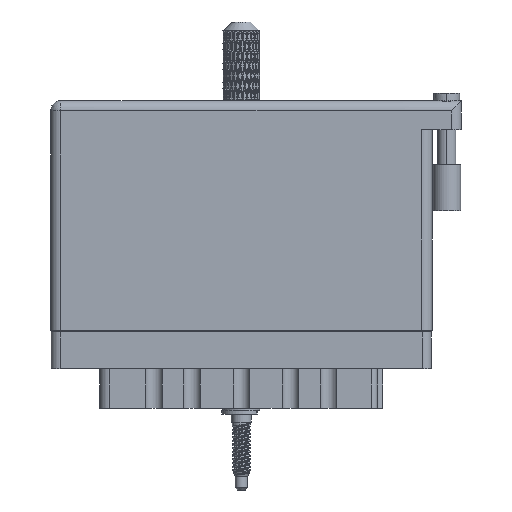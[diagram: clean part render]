
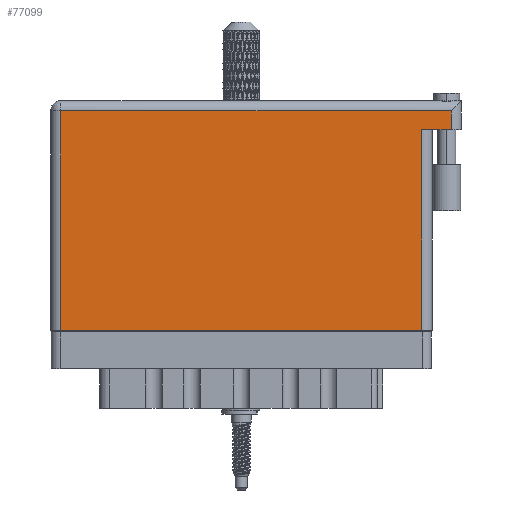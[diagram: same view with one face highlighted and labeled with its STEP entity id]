
A CAD part, front view. The second image highlights one B-rep face of the part: STEP entity #77099.
In plain terms, the highlighted face is planar.
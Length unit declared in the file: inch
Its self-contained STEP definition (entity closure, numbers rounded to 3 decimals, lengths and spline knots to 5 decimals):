
#3272 = LINE ( 'NONE', #4475, #59263 ) ;
#4475 = CARTESIAN_POINT ( 'NONE',  ( 2.73, 1.566, 0. ) ) ;
#8632 = CARTESIAN_POINT ( 'NONE',  ( 0.07, 1.496, 0. ) ) ;
#14655 = DIRECTION ( 'NONE',  ( 1., 0., 0. ) ) ;
#19248 = DIRECTION ( 'NONE',  ( -1., 0., 0. ) ) ;
#20425 = CARTESIAN_POINT ( 'NONE',  ( 0., 1.566, 0. ) ) ;
#25850 = VERTEX_POINT ( 'NONE', #8632 ) ;
#25890 = AXIS2_PLACEMENT_3D ( 'NONE', #20425, #56568, #19248 ) ;
#25955 = LINE ( 'NONE', #45774, #40096 ) ;
#28714 = ORIENTED_EDGE ( 'NONE', *, *, #44494, .T. ) ;
#30046 = FACE_OUTER_BOUND ( 'NONE', #68181, .T. ) ;
#32726 = CARTESIAN_POINT ( 'NONE',  ( 0., 0., 0. ) ) ;
#38813 = EDGE_CURVE ( 'NONE', #78468, #90197, #70037, .T. ) ;
#40096 = VECTOR ( 'NONE', #100019, 39.37008 ) ;
#41289 = CARTESIAN_POINT ( 'NONE',  ( 0., 1.496, 0. ) ) ;
#41882 = LINE ( 'NONE', #41289, #68996 ) ;
#42358 = ORIENTED_EDGE ( 'NONE', *, *, #38813, .T. ) ;
#44187 = CARTESIAN_POINT ( 'NONE',  ( 2.73, 1.369, 0. ) ) ;
#44282 = ORIENTED_EDGE ( 'NONE', *, *, #118993, .T. ) ;
#44494 = EDGE_CURVE ( 'NONE', #90197, #57590, #25955, .T. ) ;
#44963 = ORIENTED_EDGE ( 'NONE', *, *, #57598, .F. ) ;
#45538 = CARTESIAN_POINT ( 'NONE',  ( 0.07, 0., 0. ) ) ;
#45774 = CARTESIAN_POINT ( 'NONE',  ( 2.53, 1.369, 0. ) ) ;
#48100 = CARTESIAN_POINT ( 'NONE',  ( 2.53, 1.369, 0. ) ) ;
#55956 = LINE ( 'NONE', #111313, #81551 ) ;
#55990 = PLANE ( 'NONE',  #25890 ) ;
#56568 = DIRECTION ( 'NONE',  ( 0., 0., -1. ) ) ;
#56768 = VECTOR ( 'NONE', #82238, 39.37008 ) ;
#57590 = VERTEX_POINT ( 'NONE', #48100 ) ;
#57598 = EDGE_CURVE ( 'NONE', #75162, #57590, #55956, .T. ) ;
#59263 = VECTOR ( 'NONE', #103262, 39.37008 ) ;
#62880 = VECTOR ( 'NONE', #14655, 39.37008 ) ;
#68181 = EDGE_LOOP ( 'NONE', ( #42358, #28714, #44963, #44282, #78275, #93381 ) ) ;
#68996 = VECTOR ( 'NONE', #87617, 39.37008 ) ;
#70037 = LINE ( 'NONE', #32726, #62880 ) ;
#73212 = LINE ( 'NONE', #45538, #56768 ) ;
#74567 = DIRECTION ( 'NONE',  ( -1., 0., 0. ) ) ;
#75162 = VERTEX_POINT ( 'NONE', #44187 ) ;
#77099 = ADVANCED_FACE ( 'NONE', ( #30046 ), #55990, .F. ) ;
#78275 = ORIENTED_EDGE ( 'NONE', *, *, #85827, .T. ) ;
#78468 = VERTEX_POINT ( 'NONE', #110637 ) ;
#81551 = VECTOR ( 'NONE', #74567, 39.37008 ) ;
#82238 = DIRECTION ( 'NONE',  ( 0., -1., 0. ) ) ;
#85827 = EDGE_CURVE ( 'NONE', #98384, #25850, #41882, .T. ) ;
#87617 = DIRECTION ( 'NONE',  ( -1., 0., 0. ) ) ;
#89009 = CARTESIAN_POINT ( 'NONE',  ( 2.73, 1.496, 0. ) ) ;
#90197 = VERTEX_POINT ( 'NONE', #101970 ) ;
#93381 = ORIENTED_EDGE ( 'NONE', *, *, #112398, .T. ) ;
#98384 = VERTEX_POINT ( 'NONE', #89009 ) ;
#100019 = DIRECTION ( 'NONE',  ( 0., 1., 0. ) ) ;
#101970 = CARTESIAN_POINT ( 'NONE',  ( 2.53, 0., 0. ) ) ;
#103262 = DIRECTION ( 'NONE',  ( 0., 1., 0. ) ) ;
#110637 = CARTESIAN_POINT ( 'NONE',  ( 0.07, 0., 0. ) ) ;
#111313 = CARTESIAN_POINT ( 'NONE',  ( 2.8, 1.369, 0. ) ) ;
#112398 = EDGE_CURVE ( 'NONE', #25850, #78468, #73212, .T. ) ;
#118993 = EDGE_CURVE ( 'NONE', #75162, #98384, #3272, .T. ) ;
